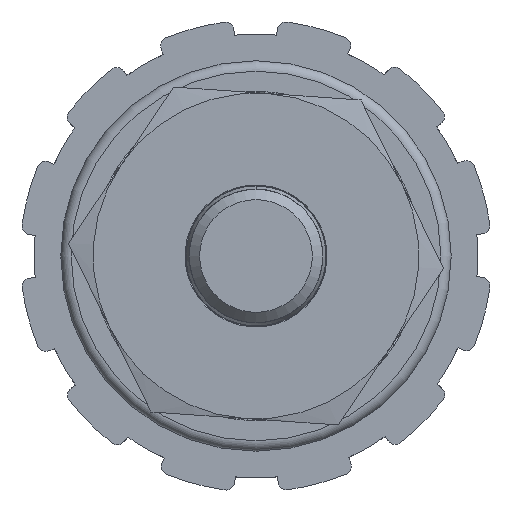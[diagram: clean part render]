
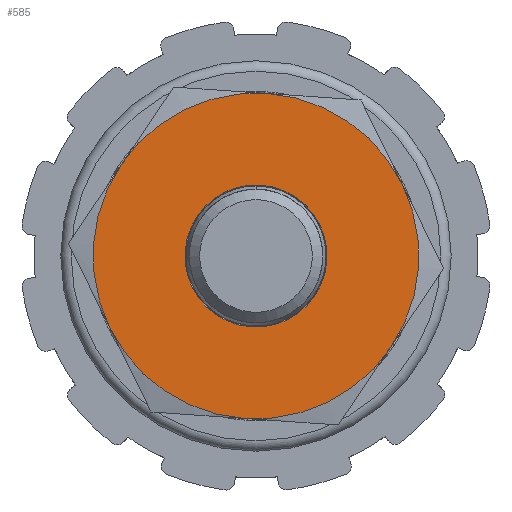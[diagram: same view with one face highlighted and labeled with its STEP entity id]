
A CAD part, front view. The second image highlights one B-rep face of the part: STEP entity #585.
In plain terms, the highlighted planar face has unit normal (0, -1, 0).
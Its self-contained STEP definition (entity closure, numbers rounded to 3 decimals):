
#330 = DIRECTION ( 'NONE',  ( 0., 0., -1. ) ) ;
#585 = ADVANCED_FACE ( 'NONE', ( #4676, #12064 ), #6916, .T. ) ;
#1042 = DIRECTION ( 'NONE',  ( 0., -1., 0. ) ) ;
#1280 = CARTESIAN_POINT ( 'NONE',  ( 0., -0.127, -3.962 ) ) ;
#1548 = DIRECTION ( 'NONE',  ( 0., -1., 0. ) ) ;
#1755 = EDGE_CURVE ( 'NONE', #11324, #3078, #10456, .T. ) ;
#1789 = EDGE_LOOP ( 'NONE', ( #7984 ) ) ;
#1848 = CIRCLE ( 'NONE', #8920, 3.962 ) ;
#1849 = AXIS2_PLACEMENT_3D ( 'NONE', #7077, #1042, #8083 ) ;
#2230 = AXIS2_PLACEMENT_3D ( 'NONE', #5810, #12824, #6811 ) ;
#2331 = CARTESIAN_POINT ( 'NONE',  ( 3.432, -0.127, -1.981 ) ) ;
#2420 = CARTESIAN_POINT ( 'NONE',  ( 1.524, -0.127, 0. ) ) ;
#2446 = CARTESIAN_POINT ( 'NONE',  ( -3.432, -0.127, -1.981 ) ) ;
#2776 = CIRCLE ( 'NONE', #1849, 3.962 ) ;
#3077 = CIRCLE ( 'NONE', #10047, 3.962 ) ;
#3078 = VERTEX_POINT ( 'NONE', #5674 ) ;
#3424 = VERTEX_POINT ( 'NONE', #12042 ) ;
#3587 = DIRECTION ( 'NONE',  ( 0., 0., 1. ) ) ;
#4031 = DIRECTION ( 'NONE',  ( 0., -1., 0. ) ) ;
#4330 = CARTESIAN_POINT ( 'NONE',  ( 0., -0.127, 0. ) ) ;
#4579 = ORIENTED_EDGE ( 'NONE', *, *, #10349, .T. ) ;
#4676 = FACE_BOUND ( 'NONE', #1789, .T. ) ;
#5048 = ORIENTED_EDGE ( 'NONE', *, *, #6799, .T. ) ;
#5331 = DIRECTION ( 'NONE',  ( 0., 0., -1. ) ) ;
#5373 = CARTESIAN_POINT ( 'NONE',  ( 0., -0.127, 0. ) ) ;
#5424 = DIRECTION ( 'NONE',  ( 0., -1., 0. ) ) ;
#5674 = CARTESIAN_POINT ( 'NONE',  ( 0., -0.127, 3.962 ) ) ;
#5720 = EDGE_CURVE ( 'NONE', #11220, #11324, #1848, .T. ) ;
#5810 = CARTESIAN_POINT ( 'NONE',  ( 0., -0.127, 0. ) ) ;
#6071 = AXIS2_PLACEMENT_3D ( 'NONE', #11459, #5424, #12470 ) ;
#6217 = EDGE_CURVE ( 'NONE', #9718, #10192, #11757, .T. ) ;
#6385 = DIRECTION ( 'NONE',  ( 0., -1., 0. ) ) ;
#6397 = DIRECTION ( 'NONE',  ( 0., 0., -1. ) ) ;
#6799 = EDGE_CURVE ( 'NONE', #10192, #11220, #2776, .T. ) ;
#6811 = DIRECTION ( 'NONE',  ( 0., 0., -1. ) ) ;
#6916 = PLANE ( 'NONE',  #10426 ) ;
#7077 = CARTESIAN_POINT ( 'NONE',  ( 0., -0.127, 0. ) ) ;
#7419 = AXIS2_PLACEMENT_3D ( 'NONE', #4330, #11362, #5331 ) ;
#7570 = CARTESIAN_POINT ( 'NONE',  ( 0., -0.127, 0. ) ) ;
#7743 = ORIENTED_EDGE ( 'NONE', *, *, #6217, .T. ) ;
#7920 = CIRCLE ( 'NONE', #2230, 3.962 ) ;
#7984 = ORIENTED_EDGE ( 'NONE', *, *, #12936, .T. ) ;
#8083 = DIRECTION ( 'NONE',  ( 0., 0., -1. ) ) ;
#8585 = DIRECTION ( 'NONE',  ( 0., 0., -1. ) ) ;
#8631 = CARTESIAN_POINT ( 'NONE',  ( 0., -0.127, -1.727 ) ) ;
#8714 = EDGE_LOOP ( 'NONE', ( #5048, #12144, #9216, #4579, #12633, #7743 ) ) ;
#8920 = AXIS2_PLACEMENT_3D ( 'NONE', #5373, #12422, #6397 ) ;
#9094 = AXIS2_PLACEMENT_3D ( 'NONE', #12413, #6385, #330 ) ;
#9216 = ORIENTED_EDGE ( 'NONE', *, *, #1755, .T. ) ;
#9718 = VERTEX_POINT ( 'NONE', #2446 ) ;
#10047 = AXIS2_PLACEMENT_3D ( 'NONE', #7570, #1548, #8585 ) ;
#10192 = VERTEX_POINT ( 'NONE', #1280 ) ;
#10349 = EDGE_CURVE ( 'NONE', #3078, #3424, #3077, .T. ) ;
#10426 = AXIS2_PLACEMENT_3D ( 'NONE', #2420, #4031, #3587 ) ;
#10453 = CARTESIAN_POINT ( 'NONE',  ( 3.432, -0.127, 1.981 ) ) ;
#10456 = CIRCLE ( 'NONE', #6071, 3.962 ) ;
#11220 = VERTEX_POINT ( 'NONE', #2331 ) ;
#11324 = VERTEX_POINT ( 'NONE', #10453 ) ;
#11362 = DIRECTION ( 'NONE',  ( 0., 1., 0. ) ) ;
#11459 = CARTESIAN_POINT ( 'NONE',  ( 0., -0.127, 0. ) ) ;
#11757 = CIRCLE ( 'NONE', #9094, 3.962 ) ;
#11915 = VERTEX_POINT ( 'NONE', #8631 ) ;
#12042 = CARTESIAN_POINT ( 'NONE',  ( -3.432, -0.127, 1.981 ) ) ;
#12064 = FACE_OUTER_BOUND ( 'NONE', #8714, .T. ) ;
#12144 = ORIENTED_EDGE ( 'NONE', *, *, #5720, .T. ) ;
#12395 = CIRCLE ( 'NONE', #7419, 1.727 ) ;
#12413 = CARTESIAN_POINT ( 'NONE',  ( 0., -0.127, 0. ) ) ;
#12422 = DIRECTION ( 'NONE',  ( 0., -1., 0. ) ) ;
#12446 = EDGE_CURVE ( 'NONE', #3424, #9718, #7920, .T. ) ;
#12470 = DIRECTION ( 'NONE',  ( 0., 0., -1. ) ) ;
#12633 = ORIENTED_EDGE ( 'NONE', *, *, #12446, .T. ) ;
#12824 = DIRECTION ( 'NONE',  ( 0., -1., 0. ) ) ;
#12936 = EDGE_CURVE ( 'NONE', #11915, #11915, #12395, .T. ) ;
